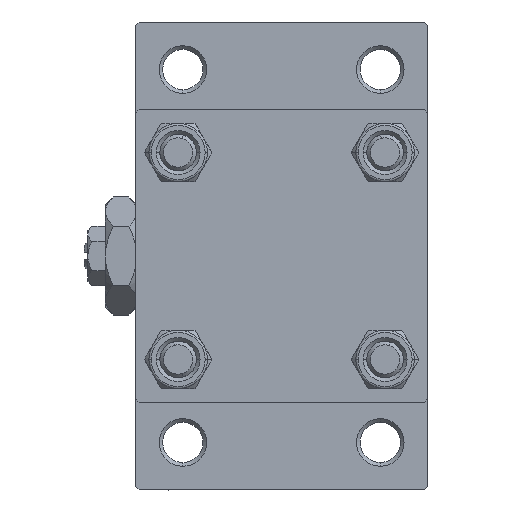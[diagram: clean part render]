
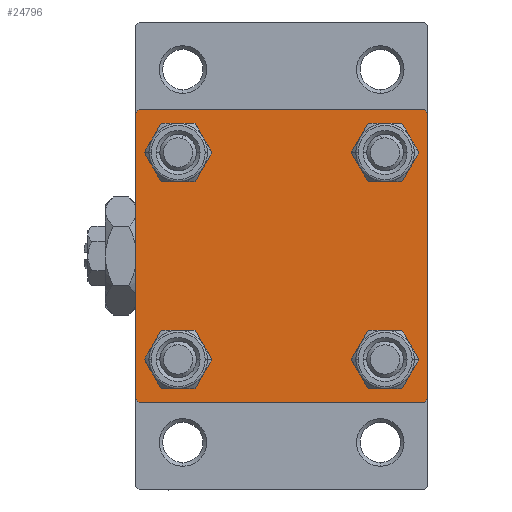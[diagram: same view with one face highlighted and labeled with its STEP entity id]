
A CAD part, left-side view. The second image highlights one B-rep face of the part: STEP entity #24796.
In plain terms, the highlighted planar face has unit normal (-1, 0, 0).
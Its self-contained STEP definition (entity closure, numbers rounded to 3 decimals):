
#301 = DIRECTION ( 'NONE',  ( 1., 0., 0. ) ) ;
#306 = CARTESIAN_POINT ( 'NONE',  ( 0., -19.5, 20. ) ) ;
#616 = LINE ( 'NONE', #4962, #15094 ) ;
#981 = CARTESIAN_POINT ( 'NONE',  ( 0., -19.75, 19.75 ) ) ;
#1002 = CIRCLE ( 'NONE', #7555, 3. ) ;
#1719 = EDGE_LOOP ( 'NONE', ( #15221, #39728 ) ) ;
#2481 = EDGE_CURVE ( 'NONE', #3712, #46868, #10557, .T. ) ;
#3020 = FACE_OUTER_BOUND ( 'NONE', #11456, .T. ) ;
#3025 = CARTESIAN_POINT ( 'NONE',  ( 0., -19.5, -20. ) ) ;
#3481 = EDGE_CURVE ( 'NONE', #38533, #33214, #4787, .T. ) ;
#3712 = VERTEX_POINT ( 'NONE', #4730 ) ;
#4092 = ORIENTED_EDGE ( 'NONE', *, *, #24902, .T. ) ;
#4409 = ORIENTED_EDGE ( 'NONE', *, *, #9916, .T. ) ;
#4640 = EDGE_CURVE ( 'NONE', #48528, #30277, #19982, .T. ) ;
#4730 = CARTESIAN_POINT ( 'NONE',  ( 0., 14.15, 17.15 ) ) ;
#4777 = VERTEX_POINT ( 'NONE', #29441 ) ;
#4787 = LINE ( 'NONE', #16857, #26161 ) ;
#4962 = CARTESIAN_POINT ( 'NONE',  ( 0., 20., 20. ) ) ;
#5204 = AXIS2_PLACEMENT_3D ( 'NONE', #35060, #15562, #36076 ) ;
#5290 = DIRECTION ( 'NONE',  ( 1., 0., 0. ) ) ;
#5396 = VERTEX_POINT ( 'NONE', #7418 ) ;
#6109 = CARTESIAN_POINT ( 'NONE',  ( 0., 14.15, 11.15 ) ) ;
#6156 = ORIENTED_EDGE ( 'NONE', *, *, #3481, .T. ) ;
#6693 = ORIENTED_EDGE ( 'NONE', *, *, #4640, .T. ) ;
#6770 = CARTESIAN_POINT ( 'NONE',  ( 0., 19.5, 20. ) ) ;
#7092 = CIRCLE ( 'NONE', #10361, 3. ) ;
#7284 = EDGE_CURVE ( 'NONE', #48528, #47598, #29188, .T. ) ;
#7418 = CARTESIAN_POINT ( 'NONE',  ( 0., 20., -19.5 ) ) ;
#7555 = AXIS2_PLACEMENT_3D ( 'NONE', #38055, #46003, #10851 ) ;
#8151 = ORIENTED_EDGE ( 'NONE', *, *, #23393, .T. ) ;
#8215 = VECTOR ( 'NONE', #32041, 1000. ) ;
#8884 = CARTESIAN_POINT ( 'NONE',  ( 0., 19.5, -20. ) ) ;
#9173 = VERTEX_POINT ( 'NONE', #35905 ) ;
#9319 = ORIENTED_EDGE ( 'NONE', *, *, #37667, .T. ) ;
#9704 = EDGE_LOOP ( 'NONE', ( #13325, #8151 ) ) ;
#9853 = LINE ( 'NONE', #45249, #23152 ) ;
#9916 = EDGE_CURVE ( 'NONE', #35530, #16155, #1002, .T. ) ;
#10105 = DIRECTION ( 'NONE',  ( 0., 0.707, -0.707 ) ) ;
#10242 = AXIS2_PLACEMENT_3D ( 'NONE', #34512, #11147, #50133 ) ;
#10305 = ORIENTED_EDGE ( 'NONE', *, *, #23919, .T. ) ;
#10361 = AXIS2_PLACEMENT_3D ( 'NONE', #26753, #42667, #27266 ) ;
#10557 = CIRCLE ( 'NONE', #48243, 3. ) ;
#10851 = DIRECTION ( 'NONE',  ( 0., 0., 1. ) ) ;
#11147 = DIRECTION ( 'NONE',  ( 1., 0., 0. ) ) ;
#11423 = DIRECTION ( 'NONE',  ( 1., 0., 0. ) ) ;
#11456 = EDGE_LOOP ( 'NONE', ( #10305, #4092, #6156, #26734, #45533, #6693, #33711, #27780 ) ) ;
#11487 = FACE_BOUND ( 'NONE', #1719, .T. ) ;
#12691 = AXIS2_PLACEMENT_3D ( 'NONE', #49956, #27141, #14839 ) ;
#13325 = ORIENTED_EDGE ( 'NONE', *, *, #2481, .T. ) ;
#13431 = VERTEX_POINT ( 'NONE', #6770 ) ;
#13550 = CARTESIAN_POINT ( 'NONE',  ( 0., -14.15, 17.15 ) ) ;
#13798 = DIRECTION ( 'NONE',  ( 0., 0., -1. ) ) ;
#13870 = CIRCLE ( 'NONE', #30222, 3. ) ;
#14628 = VERTEX_POINT ( 'NONE', #23384 ) ;
#14839 = DIRECTION ( 'NONE',  ( 0., 0., 1. ) ) ;
#15094 = VECTOR ( 'NONE', #44467, 1000. ) ;
#15112 = CARTESIAN_POINT ( 'NONE',  ( 0., -19.75, -19.75 ) ) ;
#15221 = ORIENTED_EDGE ( 'NONE', *, *, #37653, .T. ) ;
#15340 = FACE_BOUND ( 'NONE', #9704, .T. ) ;
#15562 = DIRECTION ( 'NONE',  ( 1., 0., 0. ) ) ;
#15589 = EDGE_LOOP ( 'NONE', ( #9319, #4409 ) ) ;
#16155 = VERTEX_POINT ( 'NONE', #13550 ) ;
#16857 = CARTESIAN_POINT ( 'NONE',  ( 0., 20., -20. ) ) ;
#18679 = FACE_BOUND ( 'NONE', #15589, .T. ) ;
#19215 = LINE ( 'NONE', #15112, #47349 ) ;
#19982 = LINE ( 'NONE', #981, #8215 ) ;
#20693 = EDGE_CURVE ( 'NONE', #9173, #35376, #42789, .T. ) ;
#20901 = AXIS2_PLACEMENT_3D ( 'NONE', #32756, #48369, #38351 ) ;
#20986 = EDGE_CURVE ( 'NONE', #13431, #39047, #9853, .T. ) ;
#21045 = CARTESIAN_POINT ( 'NONE',  ( 0., -14.15, 11.15 ) ) ;
#22319 = AXIS2_PLACEMENT_3D ( 'NONE', #42476, #11423, #27836 ) ;
#23152 = VECTOR ( 'NONE', #10105, 1000. ) ;
#23384 = CARTESIAN_POINT ( 'NONE',  ( 0., -14.15, -17.15 ) ) ;
#23393 = EDGE_CURVE ( 'NONE', #46868, #3712, #47000, .T. ) ;
#23542 = DIRECTION ( 'NONE',  ( 0., -0.707, -0.707 ) ) ;
#23919 = EDGE_CURVE ( 'NONE', #39047, #5396, #616, .T. ) ;
#24160 = CIRCLE ( 'NONE', #10242, 3. ) ;
#24796 = ADVANCED_FACE ( 'NONE', ( #18679, #11487, #49707, #15340, #3020 ), #26627, .T. ) ;
#24902 = EDGE_CURVE ( 'NONE', #5396, #38533, #48139, .T. ) ;
#26161 = VECTOR ( 'NONE', #28906, 1000. ) ;
#26627 = PLANE ( 'NONE',  #12691 ) ;
#26734 = ORIENTED_EDGE ( 'NONE', *, *, #35619, .T. ) ;
#26753 = CARTESIAN_POINT ( 'NONE',  ( 0., 14.15, -14.15 ) ) ;
#26909 = DIRECTION ( 'NONE',  ( 0., -0.707, 0.707 ) ) ;
#27141 = DIRECTION ( 'NONE',  ( -1., 0., 0. ) ) ;
#27266 = DIRECTION ( 'NONE',  ( 0., 0., 1. ) ) ;
#27780 = ORIENTED_EDGE ( 'NONE', *, *, #20986, .T. ) ;
#27836 = DIRECTION ( 'NONE',  ( 0., 0., 1. ) ) ;
#28746 = CARTESIAN_POINT ( 'NONE',  ( 0., 14.15, -11.15 ) ) ;
#28906 = DIRECTION ( 'NONE',  ( 0., -1., 0. ) ) ;
#29119 = LINE ( 'NONE', #44009, #38521 ) ;
#29188 = LINE ( 'NONE', #44834, #32072 ) ;
#29441 = CARTESIAN_POINT ( 'NONE',  ( 0., -14.15, -11.15 ) ) ;
#30222 = AXIS2_PLACEMENT_3D ( 'NONE', #34685, #301, #43394 ) ;
#30277 = VERTEX_POINT ( 'NONE', #306 ) ;
#32041 = DIRECTION ( 'NONE',  ( 0., 0.707, 0.707 ) ) ;
#32072 = VECTOR ( 'NONE', #13798, 1000. ) ;
#32756 = CARTESIAN_POINT ( 'NONE',  ( 0., -14.15, -14.15 ) ) ;
#33011 = EDGE_CURVE ( 'NONE', #35376, #9173, #7092, .T. ) ;
#33214 = VERTEX_POINT ( 'NONE', #3025 ) ;
#33711 = ORIENTED_EDGE ( 'NONE', *, *, #49052, .F. ) ;
#34202 = CARTESIAN_POINT ( 'NONE',  ( 0., 20., 19.5 ) ) ;
#34512 = CARTESIAN_POINT ( 'NONE',  ( 0., -14.15, 14.15 ) ) ;
#34685 = CARTESIAN_POINT ( 'NONE',  ( 0., -14.15, -14.15 ) ) ;
#35060 = CARTESIAN_POINT ( 'NONE',  ( 0., 14.15, 14.15 ) ) ;
#35376 = VERTEX_POINT ( 'NONE', #28746 ) ;
#35530 = VERTEX_POINT ( 'NONE', #21045 ) ;
#35619 = EDGE_CURVE ( 'NONE', #33214, #47598, #19215, .T. ) ;
#35905 = CARTESIAN_POINT ( 'NONE',  ( 0., 14.15, -17.15 ) ) ;
#36076 = DIRECTION ( 'NONE',  ( 0., 0., 1. ) ) ;
#37653 = EDGE_CURVE ( 'NONE', #4777, #14628, #50364, .T. ) ;
#37667 = EDGE_CURVE ( 'NONE', #16155, #35530, #24160, .T. ) ;
#38055 = CARTESIAN_POINT ( 'NONE',  ( 0., -14.15, 14.15 ) ) ;
#38351 = DIRECTION ( 'NONE',  ( 0., 0., 1. ) ) ;
#38521 = VECTOR ( 'NONE', #48861, 1000. ) ;
#38533 = VERTEX_POINT ( 'NONE', #8884 ) ;
#39047 = VERTEX_POINT ( 'NONE', #34202 ) ;
#39728 = ORIENTED_EDGE ( 'NONE', *, *, #50033, .T. ) ;
#40405 = EDGE_LOOP ( 'NONE', ( #47777, #45866 ) ) ;
#41863 = CARTESIAN_POINT ( 'NONE',  ( 0., -20., 19.5 ) ) ;
#42156 = VECTOR ( 'NONE', #23542, 1000. ) ;
#42476 = CARTESIAN_POINT ( 'NONE',  ( 0., 14.15, -14.15 ) ) ;
#42667 = DIRECTION ( 'NONE',  ( 1., 0., 0. ) ) ;
#42789 = CIRCLE ( 'NONE', #22319, 3. ) ;
#43287 = CARTESIAN_POINT ( 'NONE',  ( 0., 14.15, 14.15 ) ) ;
#43394 = DIRECTION ( 'NONE',  ( 0., 0., 1. ) ) ;
#44009 = CARTESIAN_POINT ( 'NONE',  ( 0., 20., 20. ) ) ;
#44467 = DIRECTION ( 'NONE',  ( 0., 0., -1. ) ) ;
#44834 = CARTESIAN_POINT ( 'NONE',  ( 0., -20., 20. ) ) ;
#45249 = CARTESIAN_POINT ( 'NONE',  ( 0., 19.75, 19.75 ) ) ;
#45533 = ORIENTED_EDGE ( 'NONE', *, *, #7284, .F. ) ;
#45627 = CARTESIAN_POINT ( 'NONE',  ( 0., -20., -19.5 ) ) ;
#45866 = ORIENTED_EDGE ( 'NONE', *, *, #20693, .T. ) ;
#46003 = DIRECTION ( 'NONE',  ( 1., 0., 0. ) ) ;
#46868 = VERTEX_POINT ( 'NONE', #6109 ) ;
#47000 = CIRCLE ( 'NONE', #5204, 3. ) ;
#47349 = VECTOR ( 'NONE', #26909, 1000. ) ;
#47387 = CARTESIAN_POINT ( 'NONE',  ( 0., 19.75, -19.75 ) ) ;
#47598 = VERTEX_POINT ( 'NONE', #45627 ) ;
#47634 = DIRECTION ( 'NONE',  ( 0., 0., 1. ) ) ;
#47777 = ORIENTED_EDGE ( 'NONE', *, *, #33011, .T. ) ;
#48139 = LINE ( 'NONE', #47387, #42156 ) ;
#48243 = AXIS2_PLACEMENT_3D ( 'NONE', #43287, #5290, #47634 ) ;
#48369 = DIRECTION ( 'NONE',  ( 1., 0., 0. ) ) ;
#48528 = VERTEX_POINT ( 'NONE', #41863 ) ;
#48861 = DIRECTION ( 'NONE',  ( 0., -1., 0. ) ) ;
#49052 = EDGE_CURVE ( 'NONE', #13431, #30277, #29119, .T. ) ;
#49707 = FACE_BOUND ( 'NONE', #40405, .T. ) ;
#49956 = CARTESIAN_POINT ( 'NONE',  ( 0., 0., 0. ) ) ;
#50033 = EDGE_CURVE ( 'NONE', #14628, #4777, #13870, .T. ) ;
#50133 = DIRECTION ( 'NONE',  ( 0., 0., 1. ) ) ;
#50364 = CIRCLE ( 'NONE', #20901, 3. ) ;
